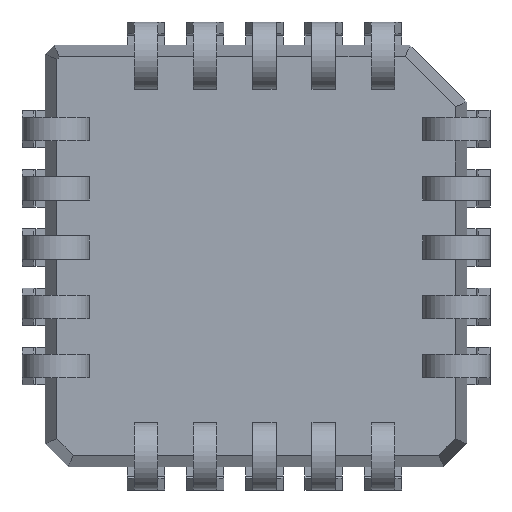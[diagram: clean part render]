
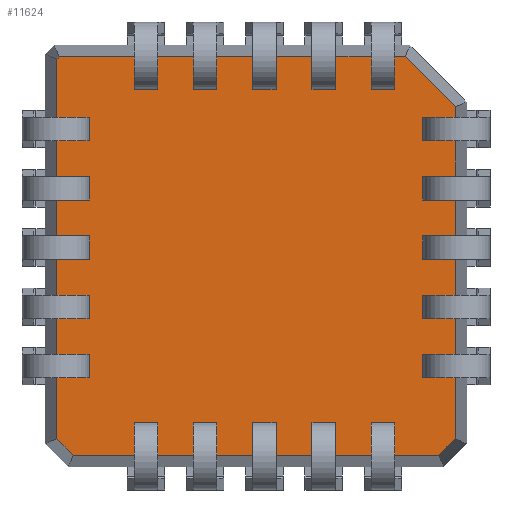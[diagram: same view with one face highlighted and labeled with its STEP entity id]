
A CAD part, front view. The second image highlights one B-rep face of the part: STEP entity #11624.
In plain terms, the highlighted planar face has unit normal (0, -1, 0).
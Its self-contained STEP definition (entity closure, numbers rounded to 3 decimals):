
#16=DIRECTION('',(-0.707,0.,-0.707));
#17=VECTOR('',#16,0.076);
#18=CARTESIAN_POINT('',(-4.216,-2.03,4.27));
#19=LINE('',#18,#17);
#24=DIRECTION('',(-1.,0.,0.));
#25=VECTOR('',#24,7.413);
#26=CARTESIAN_POINT('',(3.196,-2.03,4.27));
#27=LINE('',#26,#25);
#31=DIRECTION('',(-0.707,0.,0.707));
#32=VECTOR('',#31,1.518);
#33=CARTESIAN_POINT('',(4.27,-2.03,3.196));
#34=LINE('',#33,#32);
#38=DIRECTION('',(0.,0.,1.));
#39=VECTOR('',#38,7.113);
#40=CARTESIAN_POINT('',(4.27,-2.03,-3.916));
#41=LINE('',#40,#39);
#45=DIRECTION('',(0.707,0.,0.707));
#46=VECTOR('',#45,0.5);
#47=CARTESIAN_POINT('',(3.916,-2.03,-4.27));
#48=LINE('',#47,#46);
#52=DIRECTION('',(1.,0.,0.));
#53=VECTOR('',#52,7.833);
#54=CARTESIAN_POINT('',(-3.916,-2.03,-4.27));
#55=LINE('',#54,#53);
#59=DIRECTION('',(0.707,0.,-0.707));
#60=VECTOR('',#59,0.5);
#61=CARTESIAN_POINT('',(-4.27,-2.03,-3.916));
#62=LINE('',#61,#60);
#66=DIRECTION('',(0.,0.,-1.));
#67=VECTOR('',#66,8.133);
#68=CARTESIAN_POINT('',(-4.27,-2.03,4.216));
#69=LINE('',#68,#67);
#9859=CARTESIAN_POINT('',(-4.216,-2.03,4.27));
#9860=CARTESIAN_POINT('',(-4.27,-2.03,4.216));
#9861=VERTEX_POINT('',#9859);
#9862=VERTEX_POINT('',#9860);
#9865=CARTESIAN_POINT('',(-4.27,-2.03,-3.916));
#9866=VERTEX_POINT('',#9865);
#9867=CARTESIAN_POINT('',(-3.916,-2.03,-4.27));
#9868=VERTEX_POINT('',#9867);
#9869=CARTESIAN_POINT('',(3.916,-2.03,-4.27));
#9870=VERTEX_POINT('',#9869);
#9871=CARTESIAN_POINT('',(4.27,-2.03,-3.916));
#9872=VERTEX_POINT('',#9871);
#9873=CARTESIAN_POINT('',(4.27,-2.03,3.196));
#9874=VERTEX_POINT('',#9873);
#9875=CARTESIAN_POINT('',(3.196,-2.03,4.27));
#9876=VERTEX_POINT('',#9875);
#11601=CARTESIAN_POINT('',(0.,-2.03,0.));
#11602=DIRECTION('',(0.,1.,0.));
#11603=DIRECTION('',(1.,0.,0.));
#11604=AXIS2_PLACEMENT_3D('',#11601,#11602,#11603);
#11605=PLANE('',#11604);
#11607=ORIENTED_EDGE('',*,*,#11606,.F.);
#11609=ORIENTED_EDGE('',*,*,#11608,.F.);
#11611=ORIENTED_EDGE('',*,*,#11610,.F.);
#11613=ORIENTED_EDGE('',*,*,#11612,.F.);
#11615=ORIENTED_EDGE('',*,*,#11614,.F.);
#11617=ORIENTED_EDGE('',*,*,#11616,.F.);
#11619=ORIENTED_EDGE('',*,*,#11618,.F.);
#11621=ORIENTED_EDGE('',*,*,#11620,.F.);
#11622=EDGE_LOOP('',(#11607,#11609,#11611,#11613,#11615,#11617,#11619,#11621));
#11623=FACE_OUTER_BOUND('',#11622,.F.);
#11624=ADVANCED_FACE('',(#11623),#11605,.F.);
#11606=EDGE_CURVE('',#9861,#9862,#19,.T.);
#11608=EDGE_CURVE('',#9876,#9861,#27,.T.);
#11610=EDGE_CURVE('',#9874,#9876,#34,.T.);
#11612=EDGE_CURVE('',#9872,#9874,#41,.T.);
#11614=EDGE_CURVE('',#9870,#9872,#48,.T.);
#11616=EDGE_CURVE('',#9868,#9870,#55,.T.);
#11618=EDGE_CURVE('',#9866,#9868,#62,.T.);
#11620=EDGE_CURVE('',#9862,#9866,#69,.T.);
